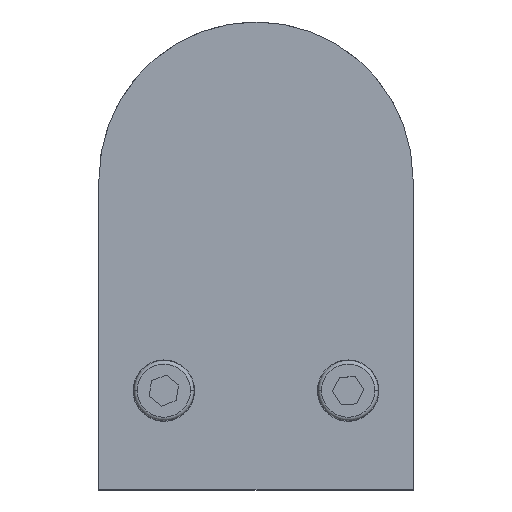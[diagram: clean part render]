
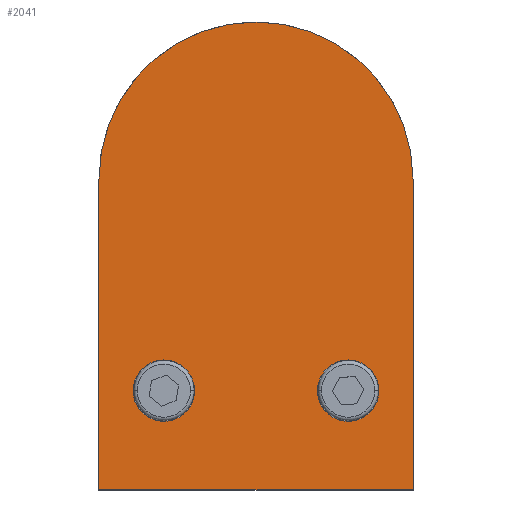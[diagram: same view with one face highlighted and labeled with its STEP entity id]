
A CAD part, top view. The second image highlights one B-rep face of the part: STEP entity #2041.
In plain terms, the highlighted planar face has unit normal (0, 0, 1).
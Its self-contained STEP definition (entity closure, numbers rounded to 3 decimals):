
#41 = DIRECTION ( 'NONE',  ( 1., 0., 0. ) ) ;
#77 = EDGE_CURVE ( 'NONE', #1261, #1911, #576, .T. ) ;
#88 = CARTESIAN_POINT ( 'NONE',  ( 0., 57., 14.25 ) ) ;
#116 = DIRECTION ( 'NONE',  ( -1., 0., 0. ) ) ;
#126 = ORIENTED_EDGE ( 'NONE', *, *, #2587, .T. ) ;
#166 = DIRECTION ( 'NONE',  ( 0., 0., 1. ) ) ;
#195 = CARTESIAN_POINT ( 'NONE',  ( -23., 57., 14.25 ) ) ;
#301 = ORIENTED_EDGE ( 'NONE', *, *, #2003, .F. ) ;
#362 = CARTESIAN_POINT ( 'NONE',  ( -23., 11.496, 14.25 ) ) ;
#366 = CARTESIAN_POINT ( 'NONE',  ( 0., 57., 14.25 ) ) ;
#370 = VERTEX_POINT ( 'NONE', #1991 ) ;
#396 = FACE_BOUND ( 'NONE', #2392, .T. ) ;
#416 = ORIENTED_EDGE ( 'NONE', *, *, #2089, .F. ) ;
#439 = VECTOR ( 'NONE', #993, 1000. ) ;
#490 = CARTESIAN_POINT ( 'NONE',  ( -9., 26., 14.25 ) ) ;
#506 = DIRECTION ( 'NONE',  ( 0., 0., 1. ) ) ;
#576 = CIRCLE ( 'NONE', #2078, 4.5 ) ;
#599 = LINE ( 'NONE', #1793, #439 ) ;
#673 = CARTESIAN_POINT ( 'NONE',  ( 23., 0., 14.25 ) ) ;
#703 = CARTESIAN_POINT ( 'NONE',  ( 13.5, 26., 14.25 ) ) ;
#709 = DIRECTION ( 'NONE',  ( 0., 0., 1. ) ) ;
#745 = PLANE ( 'NONE',  #1569 ) ;
#786 = VERTEX_POINT ( 'NONE', #195 ) ;
#792 = CARTESIAN_POINT ( 'NONE',  ( 23., 11.496, 14.25 ) ) ;
#806 = AXIS2_PLACEMENT_3D ( 'NONE', #998, #166, #984 ) ;
#878 = CARTESIAN_POINT ( 'NONE',  ( -13.5, 26., 14.25 ) ) ;
#889 = AXIS2_PLACEMENT_3D ( 'NONE', #703, #1715, #1112 ) ;
#901 = DIRECTION ( 'NONE',  ( 0., 1., 0. ) ) ;
#911 = VECTOR ( 'NONE', #116, 1000. ) ;
#984 = DIRECTION ( 'NONE',  ( 1., 0., 0. ) ) ;
#993 = DIRECTION ( 'NONE',  ( 0., -1., 0. ) ) ;
#998 = CARTESIAN_POINT ( 'NONE',  ( 13.5, 26., 14.25 ) ) ;
#1011 = CIRCLE ( 'NONE', #889, 4.5 ) ;
#1064 = ORIENTED_EDGE ( 'NONE', *, *, #1537, .T. ) ;
#1112 = DIRECTION ( 'NONE',  ( 1., 0., 0. ) ) ;
#1119 = VERTEX_POINT ( 'NONE', #362 ) ;
#1149 = FACE_BOUND ( 'NONE', #1609, .T. ) ;
#1218 = ORIENTED_EDGE ( 'NONE', *, *, #1579, .F. ) ;
#1261 = VERTEX_POINT ( 'NONE', #490 ) ;
#1262 = EDGE_LOOP ( 'NONE', ( #2005, #1064, #2118, #126 ) ) ;
#1271 = LINE ( 'NONE', #673, #2581 ) ;
#1361 = VERTEX_POINT ( 'NONE', #1664 ) ;
#1449 = VERTEX_POINT ( 'NONE', #792 ) ;
#1477 = AXIS2_PLACEMENT_3D ( 'NONE', #878, #506, #41 ) ;
#1537 = EDGE_CURVE ( 'NONE', #1449, #2368, #1271, .T. ) ;
#1569 = AXIS2_PLACEMENT_3D ( 'NONE', #366, #2213, #2201 ) ;
#1579 = EDGE_CURVE ( 'NONE', #1911, #1261, #2123, .T. ) ;
#1609 = EDGE_LOOP ( 'NONE', ( #416, #301 ) ) ;
#1664 = CARTESIAN_POINT ( 'NONE',  ( 18., 26., 14.25 ) ) ;
#1699 = CARTESIAN_POINT ( 'NONE',  ( 23., 57., 14.25 ) ) ;
#1705 = AXIS2_PLACEMENT_3D ( 'NONE', #88, #2122, #1767 ) ;
#1715 = DIRECTION ( 'NONE',  ( 0., 0., 1. ) ) ;
#1742 = CARTESIAN_POINT ( 'NONE',  ( -18., 26., 14.25 ) ) ;
#1767 = DIRECTION ( 'NONE',  ( 1., 0., 0. ) ) ;
#1793 = CARTESIAN_POINT ( 'NONE',  ( -23., 0., 14.25 ) ) ;
#1900 = CARTESIAN_POINT ( 'NONE',  ( -13.5, 26., 14.25 ) ) ;
#1911 = VERTEX_POINT ( 'NONE', #1742 ) ;
#1913 = DIRECTION ( 'NONE',  ( 1., 0., 0. ) ) ;
#1957 = EDGE_CURVE ( 'NONE', #2368, #786, #2621, .T. ) ;
#1991 = CARTESIAN_POINT ( 'NONE',  ( 9., 26., 14.25 ) ) ;
#2003 = EDGE_CURVE ( 'NONE', #370, #1361, #1011, .T. ) ;
#2005 = ORIENTED_EDGE ( 'NONE', *, *, #2371, .F. ) ;
#2041 = ADVANCED_FACE ( 'NONE', ( #396, #1149, #2419 ), #745, .T. ) ;
#2053 = CIRCLE ( 'NONE', #806, 4.5 ) ;
#2078 = AXIS2_PLACEMENT_3D ( 'NONE', #1900, #709, #1913 ) ;
#2089 = EDGE_CURVE ( 'NONE', #1361, #370, #2053, .T. ) ;
#2118 = ORIENTED_EDGE ( 'NONE', *, *, #1957, .T. ) ;
#2122 = DIRECTION ( 'NONE',  ( 0., 0., 1. ) ) ;
#2123 = CIRCLE ( 'NONE', #1477, 4.5 ) ;
#2144 = LINE ( 'NONE', #2503, #911 ) ;
#2201 = DIRECTION ( 'NONE',  ( 1., 0., 0. ) ) ;
#2213 = DIRECTION ( 'NONE',  ( 0., 0., 1. ) ) ;
#2368 = VERTEX_POINT ( 'NONE', #1699 ) ;
#2371 = EDGE_CURVE ( 'NONE', #1449, #1119, #2144, .T. ) ;
#2392 = EDGE_LOOP ( 'NONE', ( #2424, #1218 ) ) ;
#2419 = FACE_OUTER_BOUND ( 'NONE', #1262, .T. ) ;
#2424 = ORIENTED_EDGE ( 'NONE', *, *, #77, .F. ) ;
#2503 = CARTESIAN_POINT ( 'NONE',  ( 45.1, 11.496, 14.25 ) ) ;
#2581 = VECTOR ( 'NONE', #901, 1000. ) ;
#2587 = EDGE_CURVE ( 'NONE', #786, #1119, #599, .T. ) ;
#2621 = CIRCLE ( 'NONE', #1705, 23. ) ;
